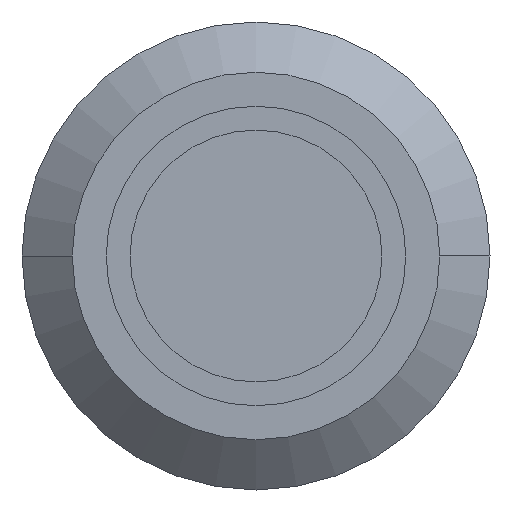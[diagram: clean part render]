
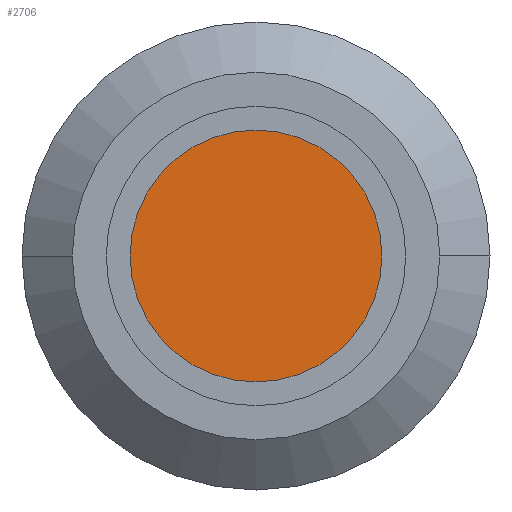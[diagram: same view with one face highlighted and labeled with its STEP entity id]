
A CAD part, left-side view. The second image highlights one B-rep face of the part: STEP entity #2706.
In plain terms, the highlighted planar face has unit normal (-1, 0, 0).
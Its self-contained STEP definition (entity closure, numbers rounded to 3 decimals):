
#222 = AXIS2_PLACEMENT_3D ( 'NONE', #10323, #1923, #5661 ) ;
#1923 = DIRECTION ( 'NONE',  ( 1., 0., 0. ) ) ;
#2240 = DIRECTION ( 'NONE',  ( 0., -1., 0. ) ) ;
#2576 = CARTESIAN_POINT ( 'NONE',  ( -1.8, 0., 0. ) ) ;
#2706 = ADVANCED_FACE ( 'NONE', ( #9411 ), #4925, .T. ) ;
#3762 = VERTEX_POINT ( 'NONE', #9736 ) ;
#4440 = ORIENTED_EDGE ( 'NONE', *, *, #10528, .F. ) ;
#4925 = PLANE ( 'NONE',  #11394 ) ;
#4959 = CIRCLE ( 'NONE', #222, 3.7 ) ;
#5144 = DIRECTION ( 'NONE',  ( -1., 0., 0. ) ) ;
#5486 = EDGE_LOOP ( 'NONE', ( #4440, #6376 ) ) ;
#5661 = DIRECTION ( 'NONE',  ( 0., 1., 0. ) ) ;
#5904 = EDGE_CURVE ( 'NONE', #3762, #11954, #5962, .T. ) ;
#5962 = CIRCLE ( 'NONE', #11120, 3.7 ) ;
#6376 = ORIENTED_EDGE ( 'NONE', *, *, #5904, .F. ) ;
#8052 = CARTESIAN_POINT ( 'NONE',  ( -1.8, 3.7, 0. ) ) ;
#8148 = DIRECTION ( 'NONE',  ( 1., 0., 0. ) ) ;
#9411 = FACE_OUTER_BOUND ( 'NONE', #5486, .T. ) ;
#9736 = CARTESIAN_POINT ( 'NONE',  ( -1.8, -3.7, 0. ) ) ;
#9811 = CARTESIAN_POINT ( 'NONE',  ( -1.8, 0., 0. ) ) ;
#10323 = CARTESIAN_POINT ( 'NONE',  ( -1.8, 0., 0. ) ) ;
#10528 = EDGE_CURVE ( 'NONE', #11954, #3762, #4959, .T. ) ;
#10929 = DIRECTION ( 'NONE',  ( 0., 1., 0. ) ) ;
#11120 = AXIS2_PLACEMENT_3D ( 'NONE', #2576, #8148, #10929 ) ;
#11394 = AXIS2_PLACEMENT_3D ( 'NONE', #9811, #5144, #2240 ) ;
#11954 = VERTEX_POINT ( 'NONE', #8052 ) ;
